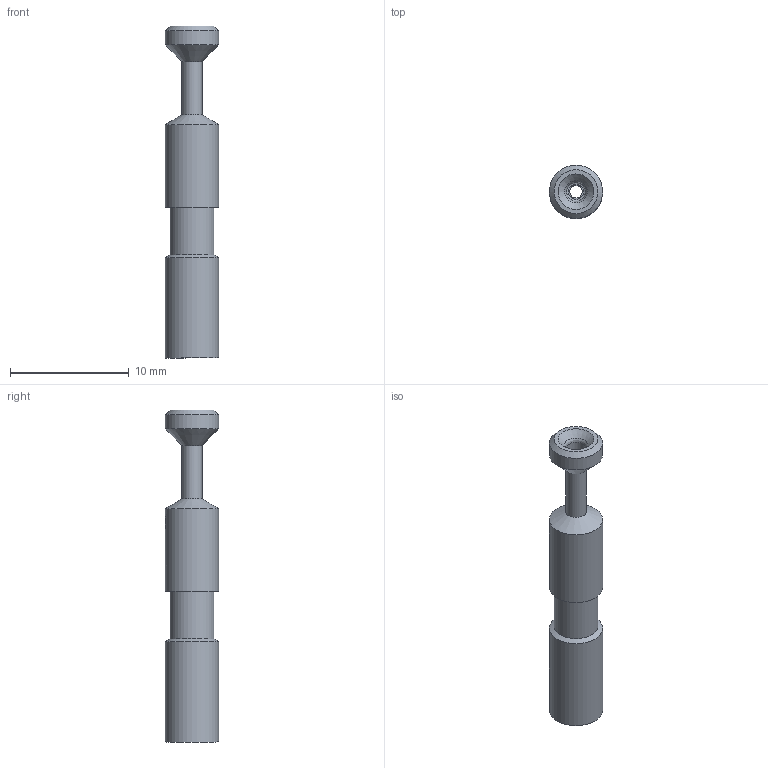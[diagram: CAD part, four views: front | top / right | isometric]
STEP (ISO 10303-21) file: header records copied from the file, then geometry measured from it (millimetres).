
FILE_DESCRIPTION(/* description */ (''),/* implementation_level */ '2;1');
FILE_NAME(/* name */ '100719338ugm000_b.stp',/* time_stamp */ '2017-12-08T10:28:58+01:00',/* author */ (''),/* organization */ (''),/* preprocessor_version */ 'ST-DEVELOPER v16',/* originating_system */ 'SIEMENS PLM Software NX 10.0',/* authorisation */ '');
FILE_SCHEMA (('AUTOMOTIVE_DESIGN { 1 0 10303 214 3 1 1 1 }'));
Length unit declared in the file: millimetre
Products named in the file (1): 100719338ugm000_b
Bounding box: 4.5 x 4.5 x 28 mm (x, y, z)
Volume: 246.9 mm3; surface area: 554.3 mm2
Topology: 1 solids, 1 shells, 36 faces, 120 edges, 105 vertices
Faces by surface type: cylinder 23, cone 7, plane 4, bspline 2
Full cylindrical faces by diameter (mm): 1.05 x1, 1.6 x1, 1.7 x1, 2.4 x1, 3.7 x1, 4.5 x3
Entity records: 1572 total; most frequent: CARTESIAN_POINT 543, ORIENTED_EDGE 206, DIRECTION 114, VERTEX_POINT 103, EDGE_CURVE 103, B_SPLINE_CURVE_WITH_KNOTS 81, EDGE_LOOP 72, FACE_BOUND 62
